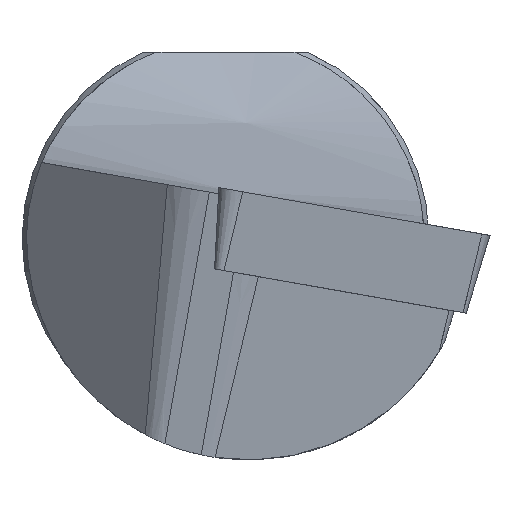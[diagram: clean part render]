
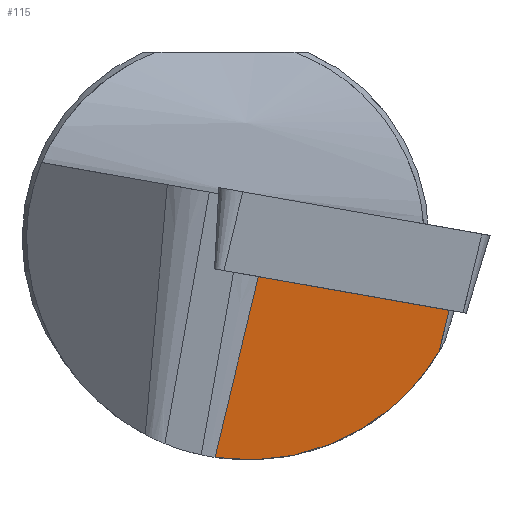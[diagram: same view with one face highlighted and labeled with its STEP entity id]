
A CAD part, left-side view. The second image highlights one B-rep face of the part: STEP entity #115.
In plain terms, the highlighted planar face has unit normal (-0.863, -0.462, -0.205).
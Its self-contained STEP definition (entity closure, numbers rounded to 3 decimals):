
#115=ADVANCED_FACE('',(#169),#151,.T.);
#151=PLANE('',#675);
#169=FACE_OUTER_BOUND('',#204,.T.);
#204=EDGE_LOOP('',(#250,#251,#252,#253));
#241=ELLIPSE('',#674,12.633,10.9);
#250=ORIENTED_EDGE('',*,*,#495,.F.);
#251=ORIENTED_EDGE('',*,*,#496,.T.);
#252=ORIENTED_EDGE('',*,*,#497,.T.);
#253=ORIENTED_EDGE('',*,*,#498,.F.);
#434=VERTEX_POINT('',#915);
#435=VERTEX_POINT('',#916);
#436=VERTEX_POINT('',#918);
#437=VERTEX_POINT('',#920);
#495=EDGE_CURVE('',#434,#435,#586,.T.);
#496=EDGE_CURVE('',#434,#436,#587,.T.);
#497=EDGE_CURVE('',#436,#437,#241,.T.);
#498=EDGE_CURVE('',#435,#437,#588,.T.);
#586=LINE('',#914,#630);
#587=LINE('',#917,#631);
#588=LINE('',#921,#632);
#630=VECTOR('',#743,1.);
#631=VECTOR('',#744,1.);
#632=VECTOR('',#747,1.);
#674=AXIS2_PLACEMENT_3D('',#919,#745,#746);
#675=AXIS2_PLACEMENT_3D('',#922,#748,#749);
#743=DIRECTION('',(0.494,-0.856,-0.151));
#744=DIRECTION('',(0.106,0.232,-0.967));
#745=DIRECTION('',(-0.863,-0.462,-0.205));
#746=DIRECTION('',(0.505,-0.789,-0.35));
#747=DIRECTION('',(0.106,0.232,-0.967));
#748=DIRECTION('',(-0.863,-0.462,-0.205));
#749=DIRECTION('',(0.472,-0.882,0.));
#914=CARTESIAN_POINT('',(14.468,-23.68,-5.775));
#915=CARTESIAN_POINT('',(1.731,-1.618,-1.885));
#916=CARTESIAN_POINT('',(7.139,-10.987,-3.537));
#917=CARTESIAN_POINT('',(1.307,-2.545,1.983));
#918=CARTESIAN_POINT('',(2.705,0.512,-10.776));
#919=CARTESIAN_POINT('',(1.021,-1.13,0.));
#920=CARTESIAN_POINT('',(7.362,-10.5,-5.57));
#921=CARTESIAN_POINT('',(6.715,-11.913,0.331));
#922=CARTESIAN_POINT('',(14.044,-24.607,-1.907));
